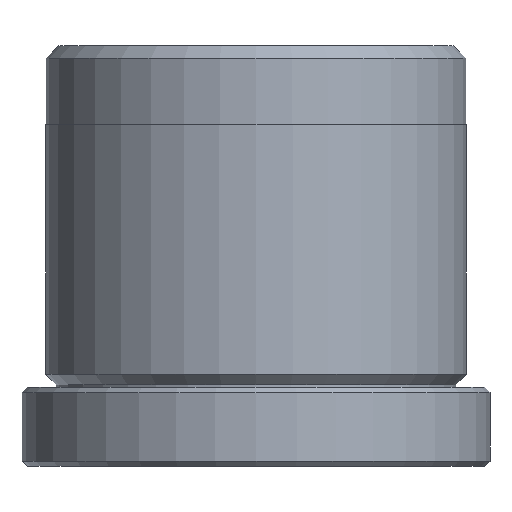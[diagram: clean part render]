
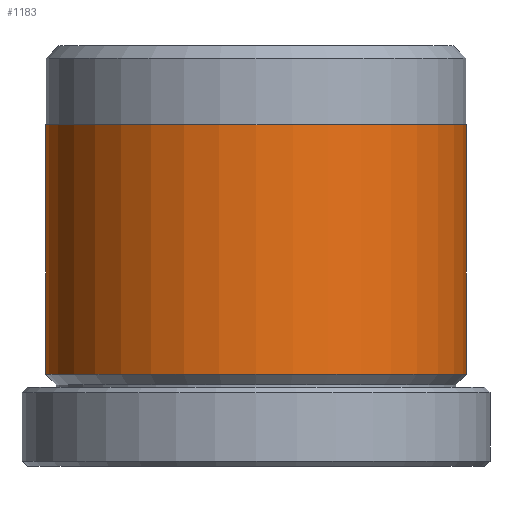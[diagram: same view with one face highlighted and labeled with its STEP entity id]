
A CAD part, front view. The second image highlights one B-rep face of the part: STEP entity #1183.
In plain terms, the highlighted cylindrical face has radius 8 mm (diameter 16 mm), a partial arc.
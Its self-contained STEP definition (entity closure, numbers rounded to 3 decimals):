
#108 = CIRCLE ( 'NONE', #982, 8. ) ;
#138 = LINE ( 'NONE', #1692, #1628 ) ;
#226 = VERTEX_POINT ( 'NONE', #802 ) ;
#229 = ORIENTED_EDGE ( 'NONE', *, *, #497, .T. ) ;
#336 = CYLINDRICAL_SURFACE ( 'NONE', #1907, 8. ) ;
#497 = EDGE_CURVE ( 'NONE', #226, #727, #138, .T. ) ;
#541 = CIRCLE ( 'NONE', #577, 8. ) ;
#577 = AXIS2_PLACEMENT_3D ( 'NONE', #2095, #1179, #2114 ) ;
#588 = DIRECTION ( 'NONE',  ( 0., 0., -1. ) ) ;
#613 = LINE ( 'NONE', #2014, #1547 ) ;
#727 = VERTEX_POINT ( 'NONE', #1898 ) ;
#802 = CARTESIAN_POINT ( 'NONE',  ( -8., 0., 13. ) ) ;
#875 = EDGE_CURVE ( 'NONE', #1308, #727, #541, .T. ) ;
#877 = DIRECTION ( 'NONE',  ( -1., 0., 0. ) ) ;
#882 = CARTESIAN_POINT ( 'NONE',  ( 0., 0., 16. ) ) ;
#982 = AXIS2_PLACEMENT_3D ( 'NONE', #1906, #2363, #1808 ) ;
#1058 = EDGE_LOOP ( 'NONE', ( #1609, #1776, #229, #1652 ) ) ;
#1179 = DIRECTION ( 'NONE',  ( 0., 0., -1. ) ) ;
#1183 = ADVANCED_FACE ( 'NONE', ( #1880 ), #336, .T. ) ;
#1308 = VERTEX_POINT ( 'NONE', #2257 ) ;
#1382 = DIRECTION ( 'NONE',  ( 0., 0., -1. ) ) ;
#1533 = CARTESIAN_POINT ( 'NONE',  ( 8., 0., 13. ) ) ;
#1547 = VECTOR ( 'NONE', #1996, 1000. ) ;
#1609 = ORIENTED_EDGE ( 'NONE', *, *, #1918, .F. ) ;
#1628 = VECTOR ( 'NONE', #1382, 1000. ) ;
#1652 = ORIENTED_EDGE ( 'NONE', *, *, #875, .F. ) ;
#1692 = CARTESIAN_POINT ( 'NONE',  ( -8., 0., 16. ) ) ;
#1776 = ORIENTED_EDGE ( 'NONE', *, *, #1928, .F. ) ;
#1808 = DIRECTION ( 'NONE',  ( 1., 0., 0. ) ) ;
#1880 = FACE_OUTER_BOUND ( 'NONE', #1058, .T. ) ;
#1898 = CARTESIAN_POINT ( 'NONE',  ( -8., 0., 3.5 ) ) ;
#1906 = CARTESIAN_POINT ( 'NONE',  ( 0., 0., 13. ) ) ;
#1907 = AXIS2_PLACEMENT_3D ( 'NONE', #882, #588, #877 ) ;
#1918 = EDGE_CURVE ( 'NONE', #2183, #1308, #613, .T. ) ;
#1928 = EDGE_CURVE ( 'NONE', #226, #2183, #108, .T. ) ;
#1996 = DIRECTION ( 'NONE',  ( 0., 0., -1. ) ) ;
#2014 = CARTESIAN_POINT ( 'NONE',  ( 8., 0., 16. ) ) ;
#2095 = CARTESIAN_POINT ( 'NONE',  ( 0., 0., 3.5 ) ) ;
#2114 = DIRECTION ( 'NONE',  ( -1., 0., 0. ) ) ;
#2183 = VERTEX_POINT ( 'NONE', #1533 ) ;
#2257 = CARTESIAN_POINT ( 'NONE',  ( 8., 0., 3.5 ) ) ;
#2363 = DIRECTION ( 'NONE',  ( 0., 0., 1. ) ) ;
